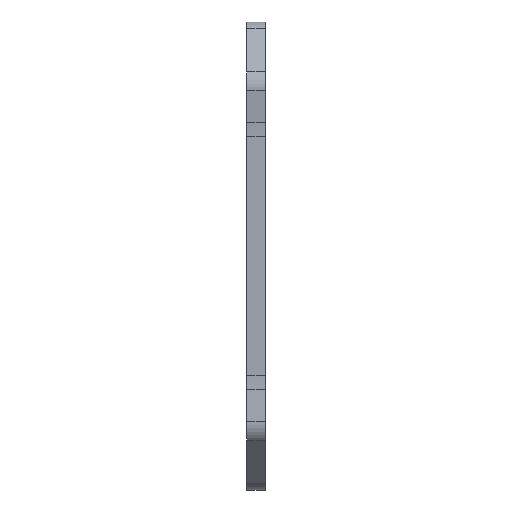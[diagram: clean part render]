
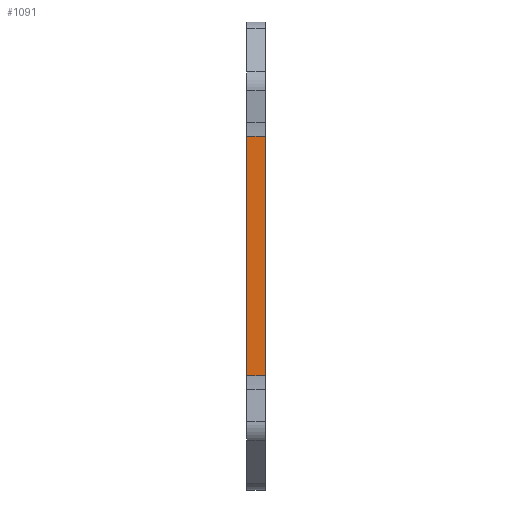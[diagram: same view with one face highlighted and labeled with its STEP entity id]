
A CAD part, left-side view. The second image highlights one B-rep face of the part: STEP entity #1091.
In plain terms, the highlighted planar face has unit normal (-1, 0, 0).
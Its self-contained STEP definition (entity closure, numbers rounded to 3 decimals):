
#80 = VECTOR ( 'NONE', #3193, 1000. ) ;
#137 = VERTEX_POINT ( 'NONE', #1155 ) ;
#145 = VERTEX_POINT ( 'NONE', #600 ) ;
#165 = VECTOR ( 'NONE', #3086, 1000. ) ;
#600 = CARTESIAN_POINT ( 'NONE',  ( -50., 4., 26.049 ) ) ;
#603 = CARTESIAN_POINT ( 'NONE',  ( -50., 0., -26.049 ) ) ;
#641 = CARTESIAN_POINT ( 'NONE',  ( -50., 4., 27.516 ) ) ;
#670 = AXIS2_PLACEMENT_3D ( 'NONE', #641, #2532, #2809 ) ;
#929 = LINE ( 'NONE', #603, #2904 ) ;
#935 = LINE ( 'NONE', #989, #2579 ) ;
#983 = CARTESIAN_POINT ( 'NONE',  ( -50., 4., 26.049 ) ) ;
#989 = CARTESIAN_POINT ( 'NONE',  ( -50., 0., 27.516 ) ) ;
#1091 = ADVANCED_FACE ( 'NONE', ( #3174 ), #2769, .F. ) ;
#1155 = CARTESIAN_POINT ( 'NONE',  ( -50., 4., -26.049 ) ) ;
#1346 = EDGE_LOOP ( 'NONE', ( #3250, #3520, #3493, #2856 ) ) ;
#1545 = EDGE_CURVE ( 'NONE', #1613, #145, #1880, .T. ) ;
#1613 = VERTEX_POINT ( 'NONE', #3168 ) ;
#1622 = VERTEX_POINT ( 'NONE', #2905 ) ;
#1880 = LINE ( 'NONE', #983, #165 ) ;
#2268 = CARTESIAN_POINT ( 'NONE',  ( -50., 4., 27.516 ) ) ;
#2532 = DIRECTION ( 'NONE',  ( 1., 0., 0. ) ) ;
#2579 = VECTOR ( 'NONE', #3379, 1000. ) ;
#2769 = PLANE ( 'NONE',  #670 ) ;
#2809 = DIRECTION ( 'NONE',  ( 0., 0., -1. ) ) ;
#2856 = ORIENTED_EDGE ( 'NONE', *, *, #3314, .T. ) ;
#2904 = VECTOR ( 'NONE', #3144, 1000. ) ;
#2905 = CARTESIAN_POINT ( 'NONE',  ( -50., 0., -26.049 ) ) ;
#3011 = EDGE_CURVE ( 'NONE', #1622, #1613, #935, .T. ) ;
#3038 = EDGE_CURVE ( 'NONE', #137, #145, #3853, .T. ) ;
#3086 = DIRECTION ( 'NONE',  ( 0., 1., 0. ) ) ;
#3144 = DIRECTION ( 'NONE',  ( 0., -1., 0. ) ) ;
#3168 = CARTESIAN_POINT ( 'NONE',  ( -50., 0., 26.049 ) ) ;
#3174 = FACE_OUTER_BOUND ( 'NONE', #1346, .T. ) ;
#3193 = DIRECTION ( 'NONE',  ( 0., 0., 1. ) ) ;
#3250 = ORIENTED_EDGE ( 'NONE', *, *, #3011, .T. ) ;
#3314 = EDGE_CURVE ( 'NONE', #137, #1622, #929, .T. ) ;
#3379 = DIRECTION ( 'NONE',  ( 0., 0., 1. ) ) ;
#3493 = ORIENTED_EDGE ( 'NONE', *, *, #3038, .F. ) ;
#3520 = ORIENTED_EDGE ( 'NONE', *, *, #1545, .T. ) ;
#3853 = LINE ( 'NONE', #2268, #80 ) ;
